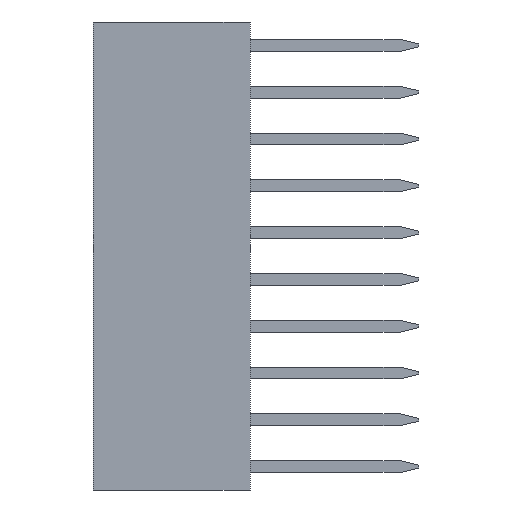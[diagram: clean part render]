
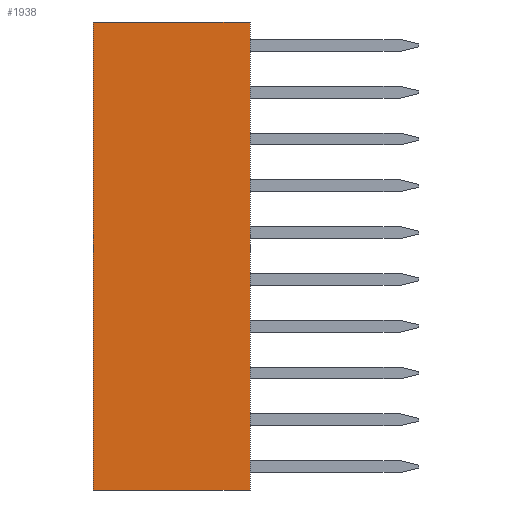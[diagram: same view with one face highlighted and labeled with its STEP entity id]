
A CAD part, left-side view. The second image highlights one B-rep face of the part: STEP entity #1938.
In plain terms, the highlighted planar face has unit normal (-1, 0, 0).
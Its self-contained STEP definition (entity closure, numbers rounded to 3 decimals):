
#484 = VECTOR ( 'NONE', #8172, 1000. ) ;
#1002 = ORIENTED_EDGE ( 'NONE', *, *, #3977, .F. ) ;
#1024 = CARTESIAN_POINT ( 'NONE',  ( 0., -8.5, 2.54 ) ) ;
#1631 = CARTESIAN_POINT ( 'NONE',  ( 0., 0., 0. ) ) ;
#1938 = ADVANCED_FACE ( 'NONE', ( #2525 ), #6203, .F. ) ;
#2289 = VECTOR ( 'NONE', #9063, 1000. ) ;
#2408 = DIRECTION ( 'NONE',  ( 1., 0., 0. ) ) ;
#2525 = FACE_OUTER_BOUND ( 'NONE', #8951, .T. ) ;
#2568 = ORIENTED_EDGE ( 'NONE', *, *, #4773, .T. ) ;
#2802 = LINE ( 'NONE', #12507, #11286 ) ;
#2928 = CARTESIAN_POINT ( 'NONE',  ( 0., -8.5, 0. ) ) ;
#3419 = CARTESIAN_POINT ( 'NONE',  ( 0., 0., 0. ) ) ;
#3630 = CARTESIAN_POINT ( 'NONE',  ( 0., -8.5, 25.4 ) ) ;
#3825 = VERTEX_POINT ( 'NONE', #2928 ) ;
#3977 = EDGE_CURVE ( 'NONE', #7082, #9597, #11412, .T. ) ;
#4272 = VERTEX_POINT ( 'NONE', #3419 ) ;
#4773 = EDGE_CURVE ( 'NONE', #7082, #4272, #2802, .T. ) ;
#5043 = AXIS2_PLACEMENT_3D ( 'NONE', #8162, #2408, #10071 ) ;
#5577 = CARTESIAN_POINT ( 'NONE',  ( 0., 0., 25.4 ) ) ;
#5652 = DIRECTION ( 'NONE',  ( 0., 0., -1. ) ) ;
#6203 = PLANE ( 'NONE',  #5043 ) ;
#7082 = VERTEX_POINT ( 'NONE', #11894 ) ;
#7914 = EDGE_CURVE ( 'NONE', #4272, #3825, #10313, .T. ) ;
#8162 = CARTESIAN_POINT ( 'NONE',  ( 0., 0., 2.54 ) ) ;
#8172 = DIRECTION ( 'NONE',  ( 0., 0., -1. ) ) ;
#8351 = ORIENTED_EDGE ( 'NONE', *, *, #7914, .T. ) ;
#8374 = DIRECTION ( 'NONE',  ( 0., -1., 0. ) ) ;
#8951 = EDGE_LOOP ( 'NONE', ( #8351, #9285, #1002, #2568 ) ) ;
#9063 = DIRECTION ( 'NONE',  ( 0., -1., 0. ) ) ;
#9285 = ORIENTED_EDGE ( 'NONE', *, *, #9629, .F. ) ;
#9597 = VERTEX_POINT ( 'NONE', #3630 ) ;
#9629 = EDGE_CURVE ( 'NONE', #9597, #3825, #9693, .T. ) ;
#9693 = LINE ( 'NONE', #1024, #484 ) ;
#10071 = DIRECTION ( 'NONE',  ( 0., 1., 0. ) ) ;
#10313 = LINE ( 'NONE', #1631, #2289 ) ;
#11286 = VECTOR ( 'NONE', #5652, 1000. ) ;
#11412 = LINE ( 'NONE', #5577, #12504 ) ;
#11894 = CARTESIAN_POINT ( 'NONE',  ( 0., 0., 25.4 ) ) ;
#12504 = VECTOR ( 'NONE', #8374, 1000. ) ;
#12507 = CARTESIAN_POINT ( 'NONE',  ( 0., 0., 2.54 ) ) ;
